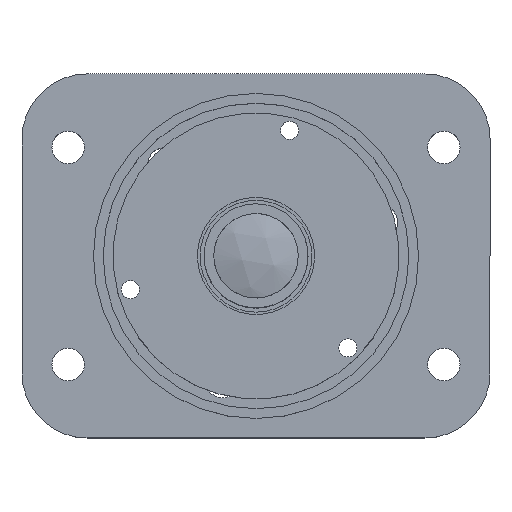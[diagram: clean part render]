
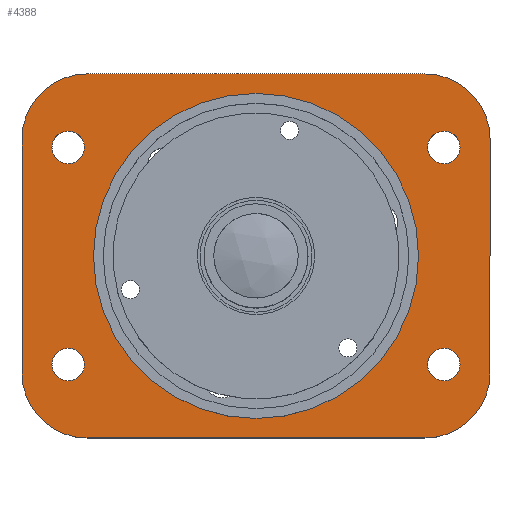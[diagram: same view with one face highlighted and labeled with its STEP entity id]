
A CAD part, top view. The second image highlights one B-rep face of the part: STEP entity #4388.
In plain terms, the highlighted planar face has unit normal (0, 0, 1).
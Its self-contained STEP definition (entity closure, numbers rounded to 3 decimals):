
#86 = CARTESIAN_POINT ( 'NONE',  ( 0., 0., 11.7 ) ) ;
#246 = CARTESIAN_POINT ( 'NONE',  ( -14.45, 8.35, 11.7 ) ) ;
#335 = LINE ( 'NONE', #6145, #4244 ) ;
#539 = DIRECTION ( 'NONE',  ( 0., 0., 1. ) ) ;
#574 = CARTESIAN_POINT ( 'NONE',  ( -14.45, -8.35, 11.7 ) ) ;
#595 = DIRECTION ( 'NONE',  ( 1., 0., 0. ) ) ;
#598 = FACE_OUTER_BOUND ( 'NONE', #6002, .T. ) ;
#704 = EDGE_LOOP ( 'NONE', ( #3065 ) ) ;
#757 = DIRECTION ( 'NONE',  ( 1., 0., 0. ) ) ;
#773 = CIRCLE ( 'NONE', #5614, 5. ) ;
#785 = ORIENTED_EDGE ( 'NONE', *, *, #2744, .T. ) ;
#835 = VERTEX_POINT ( 'NONE', #5450 ) ;
#879 = LINE ( 'NONE', #1022, #4780 ) ;
#960 = CARTESIAN_POINT ( 'NONE',  ( 14.45, -8.35, 11.7 ) ) ;
#1013 = EDGE_CURVE ( 'NONE', #4731, #1445, #879, .T. ) ;
#1022 = CARTESIAN_POINT ( 'NONE',  ( 18., 14., 11.7 ) ) ;
#1045 = ORIENTED_EDGE ( 'NONE', *, *, #1013, .T. ) ;
#1091 = DIRECTION ( 'NONE',  ( 1., 0., 0. ) ) ;
#1253 = AXIS2_PLACEMENT_3D ( 'NONE', #1716, #5270, #2243 ) ;
#1336 = CARTESIAN_POINT ( 'NONE',  ( 0., 0., 11.7 ) ) ;
#1422 = ORIENTED_EDGE ( 'NONE', *, *, #4675, .F. ) ;
#1445 = VERTEX_POINT ( 'NONE', #1540 ) ;
#1540 = CARTESIAN_POINT ( 'NONE',  ( 18., 9., 11.7 ) ) ;
#1587 = DIRECTION ( 'NONE',  ( 0., 0., 1. ) ) ;
#1715 = ORIENTED_EDGE ( 'NONE', *, *, #3238, .F. ) ;
#1716 = CARTESIAN_POINT ( 'NONE',  ( -13., -9., 11.7 ) ) ;
#1749 = VERTEX_POINT ( 'NONE', #1913 ) ;
#1766 = DIRECTION ( 'NONE',  ( 0., 0., 1. ) ) ;
#1803 = CARTESIAN_POINT ( 'NONE',  ( 15.7, 8.35, 11.7 ) ) ;
#1829 = DIRECTION ( 'NONE',  ( 0., 0., 1. ) ) ;
#1845 = DIRECTION ( 'NONE',  ( 1., 0., 0. ) ) ;
#1913 = CARTESIAN_POINT ( 'NONE',  ( -13., -14., 11.7 ) ) ;
#1955 = FACE_BOUND ( 'NONE', #704, .T. ) ;
#1974 = AXIS2_PLACEMENT_3D ( 'NONE', #960, #4518, #4548 ) ;
#2069 = CARTESIAN_POINT ( 'NONE',  ( -18., 9., 11.7 ) ) ;
#2088 = DIRECTION ( 'NONE',  ( -1., 0., 0. ) ) ;
#2093 = CARTESIAN_POINT ( 'NONE',  ( -18., -9., 11.7 ) ) ;
#2114 = ORIENTED_EDGE ( 'NONE', *, *, #5514, .T. ) ;
#2220 = DIRECTION ( 'NONE',  ( 1., 0., 0. ) ) ;
#2243 = DIRECTION ( 'NONE',  ( 1., 0., 0. ) ) ;
#2281 = EDGE_LOOP ( 'NONE', ( #1715 ) ) ;
#2350 = DIRECTION ( 'NONE',  ( 0., -1., 0. ) ) ;
#2376 = VECTOR ( 'NONE', #2220, 1000. ) ;
#2460 = CARTESIAN_POINT ( 'NONE',  ( 18., -9., 11.7 ) ) ;
#2515 = CIRCLE ( 'NONE', #4147, 5. ) ;
#2575 = DIRECTION ( 'NONE',  ( 0., 1., 0. ) ) ;
#2744 = EDGE_CURVE ( 'NONE', #835, #5452, #773, .T. ) ;
#2755 = CIRCLE ( 'NONE', #5133, 5. ) ;
#2784 = CARTESIAN_POINT ( 'NONE',  ( -13.2, -8.35, 11.7 ) ) ;
#2823 = ORIENTED_EDGE ( 'NONE', *, *, #3075, .T. ) ;
#2908 = ORIENTED_EDGE ( 'NONE', *, *, #4629, .T. ) ;
#3065 = ORIENTED_EDGE ( 'NONE', *, *, #3774, .F. ) ;
#3075 = EDGE_CURVE ( 'NONE', #5452, #3769, #5456, .T. ) ;
#3238 = EDGE_CURVE ( 'NONE', #4937, #4937, #3465, .T. ) ;
#3317 = FACE_BOUND ( 'NONE', #4555, .T. ) ;
#3463 = FACE_BOUND ( 'NONE', #2281, .T. ) ;
#3465 = CIRCLE ( 'NONE', #1974, 1.25 ) ;
#3504 = EDGE_LOOP ( 'NONE', ( #1422 ) ) ;
#3532 = ORIENTED_EDGE ( 'NONE', *, *, #3957, .T. ) ;
#3550 = ORIENTED_EDGE ( 'NONE', *, *, #6471, .F. ) ;
#3597 = CARTESIAN_POINT ( 'NONE',  ( 14.45, 8.35, 11.7 ) ) ;
#3661 = VERTEX_POINT ( 'NONE', #1803 ) ;
#3675 = CARTESIAN_POINT ( 'NONE',  ( 13., -14., 11.7 ) ) ;
#3739 = VERTEX_POINT ( 'NONE', #4591 ) ;
#3769 = VERTEX_POINT ( 'NONE', #2093 ) ;
#3774 = EDGE_CURVE ( 'NONE', #4769, #4769, #6169, .T. ) ;
#3783 = CARTESIAN_POINT ( 'NONE',  ( 12.5, 0., 11.7 ) ) ;
#3814 = DIRECTION ( 'NONE',  ( 0., 0., 1. ) ) ;
#3829 = CARTESIAN_POINT ( 'NONE',  ( -18., 14., 11.7 ) ) ;
#3949 = VECTOR ( 'NONE', #2350, 1000. ) ;
#3957 = EDGE_CURVE ( 'NONE', #1749, #5788, #5056, .T. ) ;
#4093 = ORIENTED_EDGE ( 'NONE', *, *, #5643, .F. ) ;
#4104 = DIRECTION ( 'NONE',  ( 1., 0., 0. ) ) ;
#4131 = PLANE ( 'NONE',  #4319 ) ;
#4135 = DIRECTION ( 'NONE',  ( 0., 0., 1. ) ) ;
#4147 = AXIS2_PLACEMENT_3D ( 'NONE', #4870, #1829, #5376 ) ;
#4236 = AXIS2_PLACEMENT_3D ( 'NONE', #574, #4135, #1091 ) ;
#4244 = VECTOR ( 'NONE', #2088, 1000. ) ;
#4311 = CARTESIAN_POINT ( 'NONE',  ( -13.2, 8.35, 11.7 ) ) ;
#4319 = AXIS2_PLACEMENT_3D ( 'NONE', #86, #6144, #595 ) ;
#4325 = EDGE_CURVE ( 'NONE', #3769, #1749, #6464, .T. ) ;
#4388 = ADVANCED_FACE ( 'NONE', ( #5998, #4820, #3463, #1955, #3317, #598 ), #4131, .T. ) ;
#4495 = EDGE_LOOP ( 'NONE', ( #3550 ) ) ;
#4518 = DIRECTION ( 'NONE',  ( 0., 0., 1. ) ) ;
#4548 = DIRECTION ( 'NONE',  ( 1., 0., 0. ) ) ;
#4555 = EDGE_LOOP ( 'NONE', ( #4093 ) ) ;
#4591 = CARTESIAN_POINT ( 'NONE',  ( 13., 14., 11.7 ) ) ;
#4626 = CARTESIAN_POINT ( 'NONE',  ( -13., 9., 11.7 ) ) ;
#4629 = EDGE_CURVE ( 'NONE', #5788, #4731, #2515, .T. ) ;
#4675 = EDGE_CURVE ( 'NONE', #5957, #5957, #6388, .T. ) ;
#4731 = VERTEX_POINT ( 'NONE', #2460 ) ;
#4769 = VERTEX_POINT ( 'NONE', #2784 ) ;
#4777 = CARTESIAN_POINT ( 'NONE',  ( 15.7, -8.35, 11.7 ) ) ;
#4780 = VECTOR ( 'NONE', #2575, 1000. ) ;
#4803 = CARTESIAN_POINT ( 'NONE',  ( 13., 9., 11.7 ) ) ;
#4820 = FACE_BOUND ( 'NONE', #4495, .T. ) ;
#4870 = CARTESIAN_POINT ( 'NONE',  ( 13., -9., 11.7 ) ) ;
#4889 = DIRECTION ( 'NONE',  ( 0., 0., 1. ) ) ;
#4937 = VERTEX_POINT ( 'NONE', #4777 ) ;
#5056 = LINE ( 'NONE', #5256, #2376 ) ;
#5133 = AXIS2_PLACEMENT_3D ( 'NONE', #4803, #1766, #5313 ) ;
#5160 = DIRECTION ( 'NONE',  ( 1., 0., 0. ) ) ;
#5256 = CARTESIAN_POINT ( 'NONE',  ( -18., -14., 11.7 ) ) ;
#5270 = DIRECTION ( 'NONE',  ( 0., 0., 1. ) ) ;
#5273 = CIRCLE ( 'NONE', #5471, 1.25 ) ;
#5313 = DIRECTION ( 'NONE',  ( 1., 0., 0. ) ) ;
#5376 = DIRECTION ( 'NONE',  ( 1., 0., 0. ) ) ;
#5396 = ORIENTED_EDGE ( 'NONE', *, *, #4325, .T. ) ;
#5450 = CARTESIAN_POINT ( 'NONE',  ( -13., 14., 11.7 ) ) ;
#5452 = VERTEX_POINT ( 'NONE', #2069 ) ;
#5456 = LINE ( 'NONE', #3829, #3949 ) ;
#5471 = AXIS2_PLACEMENT_3D ( 'NONE', #246, #3814, #757 ) ;
#5477 = VERTEX_POINT ( 'NONE', #4311 ) ;
#5495 = AXIS2_PLACEMENT_3D ( 'NONE', #1336, #4889, #1845 ) ;
#5514 = EDGE_CURVE ( 'NONE', #3739, #835, #335, .T. ) ;
#5614 = AXIS2_PLACEMENT_3D ( 'NONE', #4626, #1587, #5160 ) ;
#5622 = EDGE_CURVE ( 'NONE', #1445, #3739, #2755, .T. ) ;
#5643 = EDGE_CURVE ( 'NONE', #5477, #5477, #5273, .T. ) ;
#5700 = CIRCLE ( 'NONE', #6433, 1.25 ) ;
#5788 = VERTEX_POINT ( 'NONE', #3675 ) ;
#5957 = VERTEX_POINT ( 'NONE', #3783 ) ;
#5998 = FACE_BOUND ( 'NONE', #3504, .T. ) ;
#6002 = EDGE_LOOP ( 'NONE', ( #1045, #6060, #2114, #785, #2823, #5396, #3532, #2908 ) ) ;
#6060 = ORIENTED_EDGE ( 'NONE', *, *, #5622, .T. ) ;
#6144 = DIRECTION ( 'NONE',  ( 0., 0., 1. ) ) ;
#6145 = CARTESIAN_POINT ( 'NONE',  ( -18., 14., 11.7 ) ) ;
#6169 = CIRCLE ( 'NONE', #4236, 1.25 ) ;
#6388 = CIRCLE ( 'NONE', #5495, 12.5 ) ;
#6433 = AXIS2_PLACEMENT_3D ( 'NONE', #3597, #539, #4104 ) ;
#6464 = CIRCLE ( 'NONE', #1253, 5. ) ;
#6471 = EDGE_CURVE ( 'NONE', #3661, #3661, #5700, .T. ) ;
